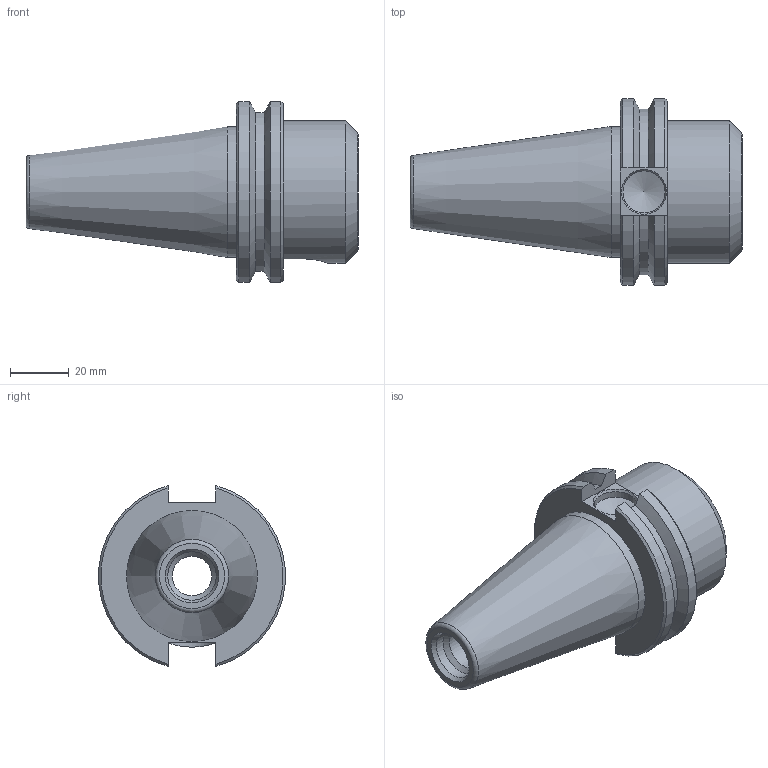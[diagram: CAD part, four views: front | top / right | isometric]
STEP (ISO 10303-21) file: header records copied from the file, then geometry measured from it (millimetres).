
FILE_DESCRIPTION((''),'2;1');
FILE_NAME('C40-10EM1.iam.stp','2014-07-07T09:42:19',(''),(''),'Autodesk Inventor 2012','Autodesk Inventor 2012','');
FILE_SCHEMA(('AUTOMOTIVE_DESIGN { 1 0 10303 214 1 1 1 1 }'));
Length unit declared in the file: inch
Products named in the file (3): C40-10EM1; C40-10EM1-1; 029-955
Assembly tree (2 placements, depth 2):
  C40-10EM1
    C40-10EM1-1
    029-955
Bounding box: 112.71 x 63.26 x 61.38 mm (x, y, z)
Volume: 118231.9 mm3; surface area: 27989.2 mm2
Topology: 2 solids, 2 shells, 56 faces, 137 edges, 87 vertices
Faces by surface type: cone 19, plane 19, cylinder 16, torus 2
Full cylindrical faces by diameter (mm): 13.386 x1, 14.3 x1, 14.351 x1, 15.875 x1, 16.459 x1, 25.4 x1, 26.416 x1, 44.45 x1, 48.26 x1
Entity records: 1631 total; most frequent: CARTESIAN_POINT 335, DIRECTION 257, ORIENTED_EDGE 220, EDGE_CURVE 110, AXIS2_PLACEMENT_3D 104, EDGE_LOOP 84, VERTEX_POINT 82, FACE_OUTER_BOUND 56
